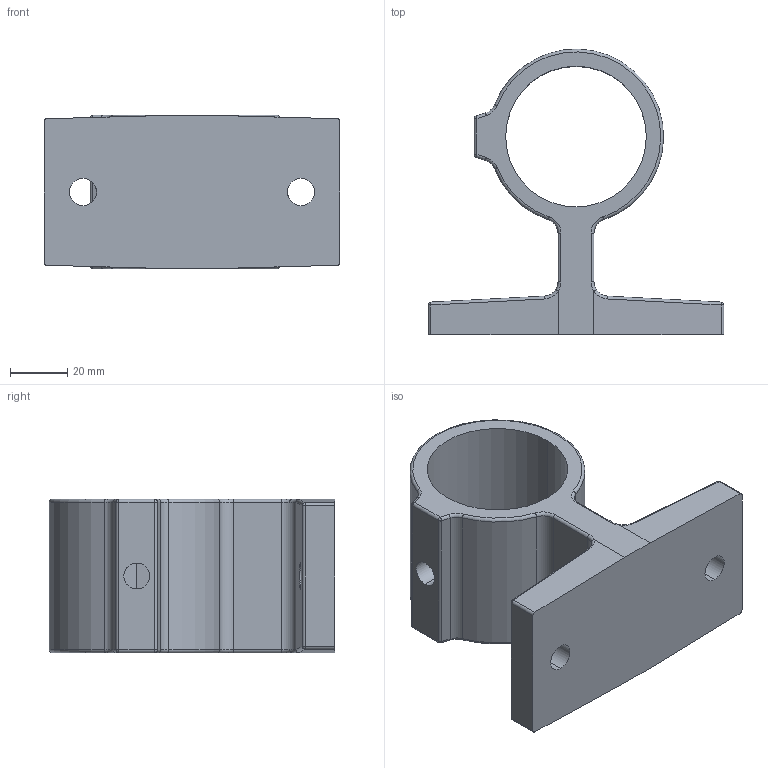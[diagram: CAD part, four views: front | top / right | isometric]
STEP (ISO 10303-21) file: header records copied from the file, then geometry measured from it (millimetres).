
FILE_DESCRIPTION (( 'STEP AP203' ), '1' );
FILE_NAME ('T194055.STEP', '2018-07-13T13:12:54', ( '' ), ( '' ), 'SwSTEP 2.0', 'SolidWorks 2016', '' );
FILE_SCHEMA (( 'CONFIG_CONTROL_DESIGN' ));
Length unit declared in the file: millimetre
Products named in the file (1): T194055
Bounding box: 103 x 99.49 x 53.5 mm (x, y, z)
Volume: 143309.7 mm3; surface area: 37720.8 mm2
Topology: 1 solids, 1 shells, 82 faces, 193 edges, 112 vertices
Faces by surface type: cylinder 38, plane 16, torus 16, sphere 8, bspline 4
Entity records: 2602 total; most frequent: CARTESIAN_POINT 638, DIRECTION 423, ORIENTED_EDGE 386, EDGE_CURVE 193, AXIS2_PLACEMENT_3D 173, VERTEX_POINT 112, CIRCLE 94, EDGE_LOOP 89
